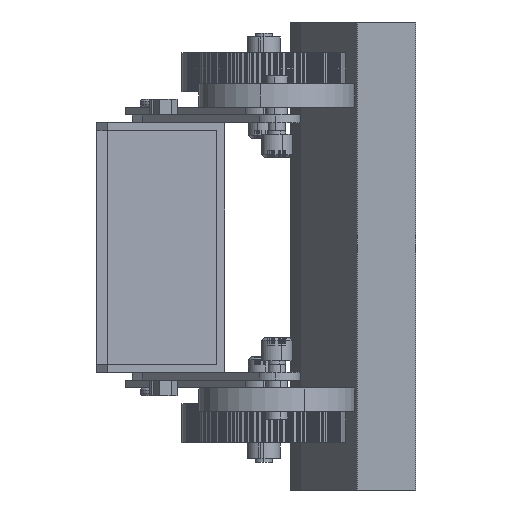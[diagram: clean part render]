
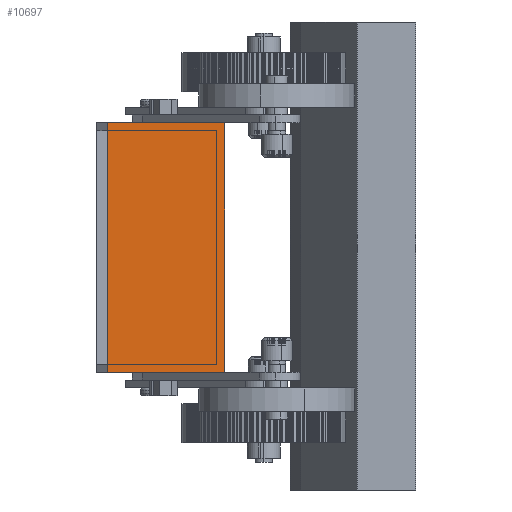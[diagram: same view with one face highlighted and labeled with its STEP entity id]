
A CAD part, left-side view. The second image highlights one B-rep face of the part: STEP entity #10697.
In plain terms, the highlighted face is planar.
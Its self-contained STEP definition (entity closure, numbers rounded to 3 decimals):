
#519 = DIRECTION ( 'NONE',  ( 1., 0., 0. ) ) ;
#1569 = ORIENTED_EDGE ( 'NONE', *, *, #15583, .F. ) ;
#1793 = DIRECTION ( 'NONE',  ( 0., 0., -1. ) ) ;
#2104 = DIRECTION ( 'NONE',  ( 0., 0., 1. ) ) ;
#3632 = DIRECTION ( 'NONE',  ( 0., 0., 1. ) ) ;
#4422 = VERTEX_POINT ( 'NONE', #12207 ) ;
#5074 = LINE ( 'NONE', #15343, #10735 ) ;
#5136 = LINE ( 'NONE', #8968, #9259 ) ;
#5258 = ORIENTED_EDGE ( 'NONE', *, *, #14096, .T. ) ;
#5291 = ORIENTED_EDGE ( 'NONE', *, *, #6057, .F. ) ;
#5315 = CARTESIAN_POINT ( 'NONE',  ( -120., 72.5, 80. ) ) ;
#5718 = PLANE ( 'NONE',  #6269 ) ;
#6057 = EDGE_CURVE ( 'NONE', #4422, #11874, #5136, .T. ) ;
#6112 = LINE ( 'NONE', #13525, #7685 ) ;
#6269 = AXIS2_PLACEMENT_3D ( 'NONE', #15741, #519, #1793 ) ;
#6497 = DIRECTION ( 'NONE',  ( 0., -1., 0. ) ) ;
#6818 = FACE_OUTER_BOUND ( 'NONE', #10976, .T. ) ;
#7403 = EDGE_CURVE ( 'NONE', #4422, #9335, #5074, .T. ) ;
#7685 = VECTOR ( 'NONE', #2104, 1000. ) ;
#7908 = VECTOR ( 'NONE', #13859, 1000. ) ;
#8002 = ORIENTED_EDGE ( 'NONE', *, *, #7403, .T. ) ;
#8968 = CARTESIAN_POINT ( 'NONE',  ( -120., 72.5, -80. ) ) ;
#9259 = VECTOR ( 'NONE', #3632, 1000. ) ;
#9335 = VERTEX_POINT ( 'NONE', #15415 ) ;
#9972 = CARTESIAN_POINT ( 'NONE',  ( -120., -2.5, 80. ) ) ;
#10273 = LINE ( 'NONE', #15126, #7908 ) ;
#10697 = ADVANCED_FACE ( 'NONE', ( #6818 ), #5718, .F. ) ;
#10735 = VECTOR ( 'NONE', #6497, 1000. ) ;
#10976 = EDGE_LOOP ( 'NONE', ( #5258, #1569, #5291, #8002 ) ) ;
#11701 = VERTEX_POINT ( 'NONE', #9972 ) ;
#11874 = VERTEX_POINT ( 'NONE', #5315 ) ;
#12207 = CARTESIAN_POINT ( 'NONE',  ( -120., 72.5, -80. ) ) ;
#13525 = CARTESIAN_POINT ( 'NONE',  ( -120., -2.5, -80. ) ) ;
#13859 = DIRECTION ( 'NONE',  ( 0., -1., 0. ) ) ;
#14096 = EDGE_CURVE ( 'NONE', #9335, #11701, #6112, .T. ) ;
#15126 = CARTESIAN_POINT ( 'NONE',  ( -120., 2.5, 80. ) ) ;
#15343 = CARTESIAN_POINT ( 'NONE',  ( -120., 2.5, -80. ) ) ;
#15415 = CARTESIAN_POINT ( 'NONE',  ( -120., -2.5, -80. ) ) ;
#15583 = EDGE_CURVE ( 'NONE', #11874, #11701, #10273, .T. ) ;
#15741 = CARTESIAN_POINT ( 'NONE',  ( -120., 2.5, -80. ) ) ;
